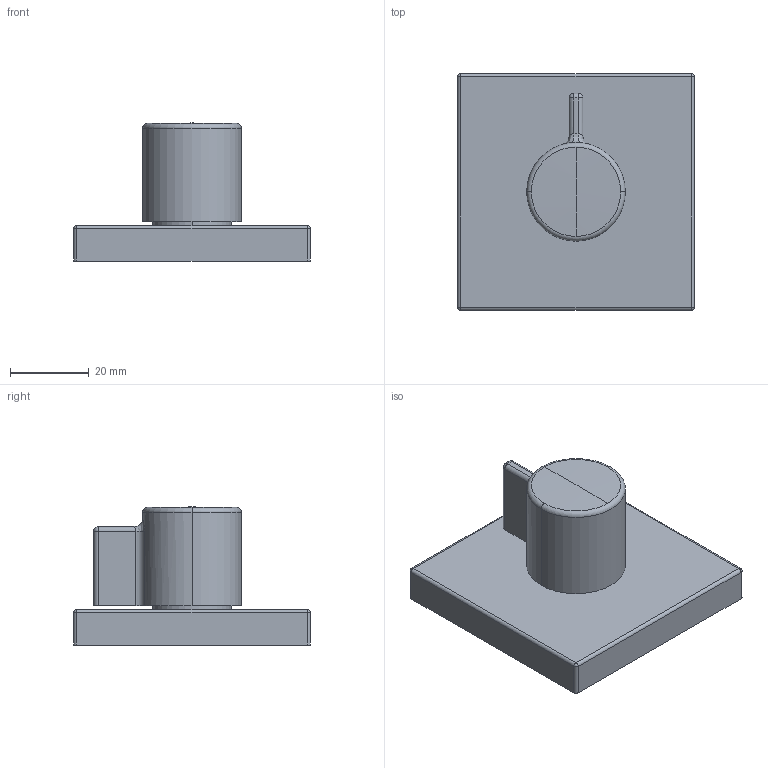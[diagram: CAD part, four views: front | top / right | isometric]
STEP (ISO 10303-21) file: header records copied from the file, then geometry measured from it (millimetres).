
FILE_DESCRIPTION (( 'STEP AP203' ), '1' );
FILE_NAME ('36608985-00.STEP', '2019-09-16T09:49:42', ( '' ), ( '' ), 'SwSTEP 2.0', 'SolidWorks 2017', '' );
FILE_SCHEMA (( 'CONFIG_CONTROL_DESIGN' ));
Length unit declared in the file: millimetre
Products named in the file (4): Planungsmodell_Rosette-+-09.27.98.020.90-01; Planungsmodell_Griff-+-09.20.98.002.94-01_-_K1; Planungsmodell_Aufnahme-+-09.12.12.043.90-01; 36608985-00
Assembly tree (3 placements, depth 2):
  36608985-00
    Planungsmodell_Rosette-+-09.27.98.020.90-01
    Planungsmodell_Aufnahme-+-09.12.12.043.90-01
    Planungsmodell_Griff-+-09.20.98.002.94-01_-_K1
Bounding box: 60 x 60 x 35 mm (x, y, z)
Volume: 48445.2 mm3; surface area: 13916.6 mm2
Topology: 3 solids, 3 shells, 45 faces, 98 edges, 55 vertices
Faces by surface type: cylinder 19, plane 12, sphere 8, torus 3, bspline 3
Entity records: 1736 total; most frequent: CARTESIAN_POINT 353, DIRECTION 233, ORIENTED_EDGE 188, AXIS2_PLACEMENT_3D 97, EDGE_CURVE 94, VERTEX_POINT 55, CIRCLE 49, EDGE_LOOP 45
